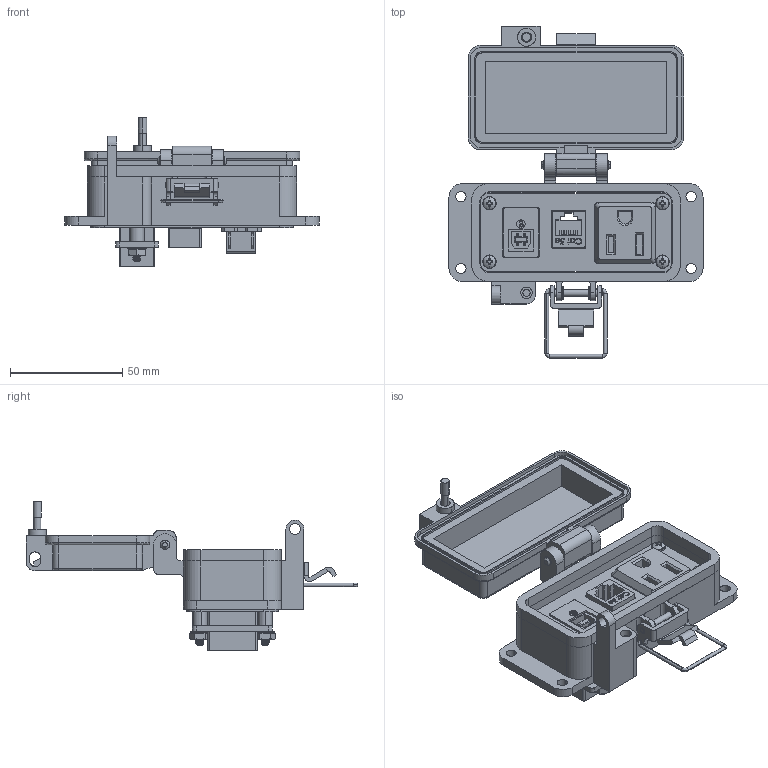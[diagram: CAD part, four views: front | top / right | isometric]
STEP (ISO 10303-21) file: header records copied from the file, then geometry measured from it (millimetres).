
FILE_DESCRIPTION (( 'STEP AP203' ), '1' );
FILE_NAME ('P-Q51R2-F3R0_3D.STEP', '2018-11-21T17:03:51', ( '' ), ( '' ), 'SwSTEP 2.0', 'SolidWorks 2018', '' );
FILE_SCHEMA (( 'CONFIG_CONTROL_DESIGN' ));
Length unit declared in the file: millimetre
Products named in the file (17): P-Q51R2-F3R0_3D; P-Q51R2-F3R0_FP060_1; P-Q51R2-F3R0_BP180_1; Z-300-RJ45CAT5; P-Q51R2-F3R0_TP060_1; R2; Z-000-4243316TFP; Z-200-OTLT-R0SQ; Z-300-USB-AB-FF; R; Q51; Z-H-F3_B; Z-001-SPR_3_4; -F3; 632FH_1-1_4-IN; 92005A124_METRIC PAN HEAD PHILLIPS MACHINE SCREW_92005A124; Z-002-632516HN_90675A007
Assembly tree (23 placements, depth 3):
  P-Q51R2-F3R0_3D
    P-Q51R2-F3R0_BP180_1
    P-Q51R2-F3R0_TP060_1
    Z-000-4243316TFP  x2
    Q51
      Z-300-USB-AB-FF
    Z-001-SPR_3_4  x2
    632FH_1-1_4-IN  x2
    Z-002-632516HN_90675A007  x2
    P-Q51R2-F3R0_FP060_1
    R2
      Z-300-RJ45CAT5
    R
      Z-200-OTLT-R0SQ
    -F3
      Z-H-F3_B
    92005A124_METRIC PAN HEAD PHILLIPS MACHINE SCREW_92005A124  x4
Bounding box: 113 x 147.61 x 66.21 mm (x, y, z)
Volume: 103842.5 mm3; surface area: 78137.5 mm2
Topology: 28 solids, 28 shells, 2695 faces, 7551 edges, 4996 vertices
Faces by surface type: cylinder 1311, plane 952, bspline 263, cone 145, torus 16, sphere 8
Entity records: 75477 total; most frequent: CARTESIAN_POINT 30149, ORIENTED_EDGE 10016, DIRECTION 7732, EDGE_CURVE 5008, VERTEX_POINT 3313, VECTOR 2906, LINE 2906, AXIS2_PLACEMENT_3D 2413
